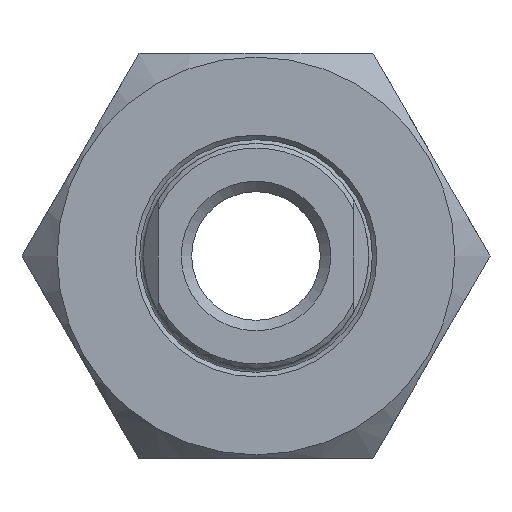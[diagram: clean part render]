
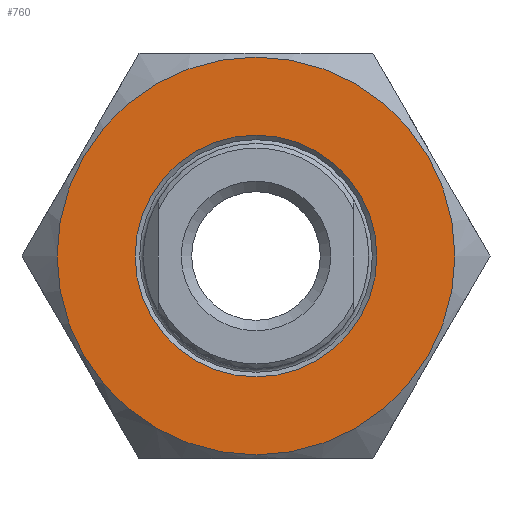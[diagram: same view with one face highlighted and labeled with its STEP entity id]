
A CAD part, left-side view. The second image highlights one B-rep face of the part: STEP entity #760.
In plain terms, the highlighted planar face has unit normal (-1, 0, 0).
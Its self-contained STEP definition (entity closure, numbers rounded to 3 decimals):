
#47=FACE_BOUND('',#138,.T.);
#63=PLANE('',#892);
#88=FACE_OUTER_BOUND('',#137,.T.);
#137=EDGE_LOOP('',(#563));
#138=EDGE_LOOP('',(#564));
#274=CIRCLE('',#873,13.25);
#281=CIRCLE('',#887,8.05);
#342=VERTEX_POINT('',#1299);
#348=VERTEX_POINT('',#1325);
#416=EDGE_CURVE('',#342,#342,#274,.T.);
#428=EDGE_CURVE('',#348,#348,#281,.T.);
#563=ORIENTED_EDGE('',*,*,#416,.T.);
#564=ORIENTED_EDGE('',*,*,#428,.F.);
#760=ADVANCED_FACE('',(#88,#47),#63,.T.);
#873=AXIS2_PLACEMENT_3D('',#1301,#993,#994);
#887=AXIS2_PLACEMENT_3D('',#1326,#1026,#1027);
#892=AXIS2_PLACEMENT_3D('',#1336,#1038,#1039);
#993=DIRECTION('center_axis',(-1.,0.,0.));
#994=DIRECTION('ref_axis',(0.,1.,0.));
#1026=DIRECTION('center_axis',(-1.,0.,0.));
#1027=DIRECTION('ref_axis',(0.,0.,-1.));
#1038=DIRECTION('center_axis',(-1.,0.,0.));
#1039=DIRECTION('ref_axis',(0.,0.,1.));
#1299=CARTESIAN_POINT('',(-13.5,-13.25,0.));
#1301=CARTESIAN_POINT('Origin',(-13.5,0.,0.));
#1325=CARTESIAN_POINT('',(-13.5,0.,8.05));
#1326=CARTESIAN_POINT('Origin',(-13.5,0.,0.));
#1336=CARTESIAN_POINT('Origin',(-13.5,0.,0.));
